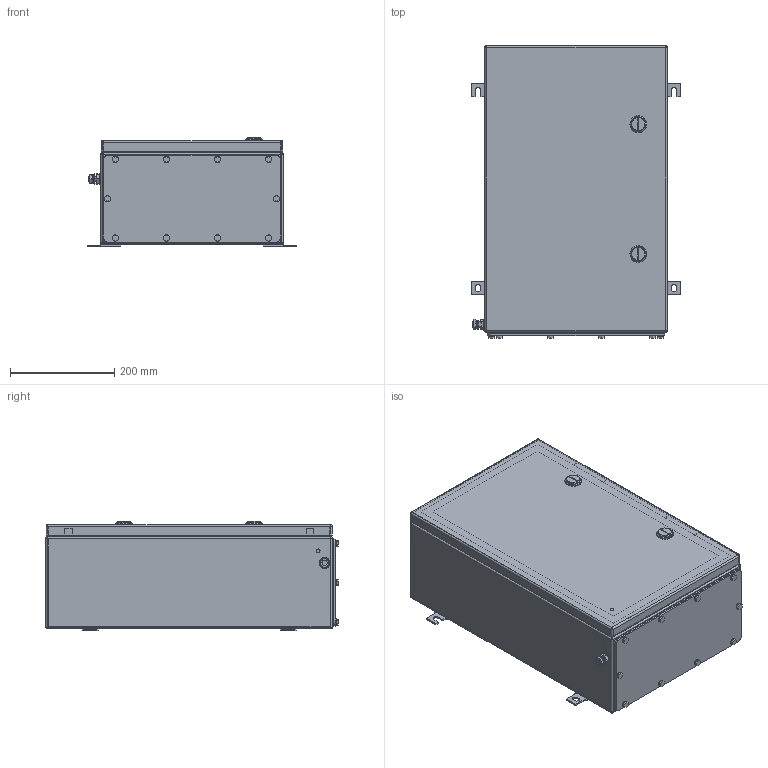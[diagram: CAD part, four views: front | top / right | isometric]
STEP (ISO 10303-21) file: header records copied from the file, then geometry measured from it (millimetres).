
FILE_DESCRIPTION(('CATIA V5 STEP Exchange','CAx-IF Rec.Pracs.--- Model Styling and Organization---1.4--- 2014-01-23'),'2;1');
FILE_NAME ('008834-5_3_1200620000_1200620000.stp','2019-09-23T08:57:40+00:00',('none'),('Weidmueller'),'CATIA Version 5-6 Release 2016 SP3 HF44','CATIA V5 STEP AP214','none');
FILE_SCHEMA(('AUTOMOTIVE_DESIGN { 1 0 10303 214 1 1 1 1 }'));
Length unit declared in the file: millimetre
Products named in the file (1): 1200620000
Bounding box: 401 x 561 x 209.8 mm (x, y, z)
Volume: 1570848.4 mm3; surface area: 1840977.2 mm2
Topology: 70 solids, 72 shells, 1423 faces, 3288 edges, 2052 vertices
Faces by surface type: plane 651, cylinder 574, cone 144, sphere 24, torus 22, bspline 8
Entity records: 38743 total; most frequent: CARTESIAN_POINT 8329, ORIENTED_EDGE 6456, DIRECTION 5155, EDGE_CURVE 3228, AXIS2_PLACEMENT_3D 2221, VERTEX_POINT 2052, VECTOR 1844, LINE 1844
